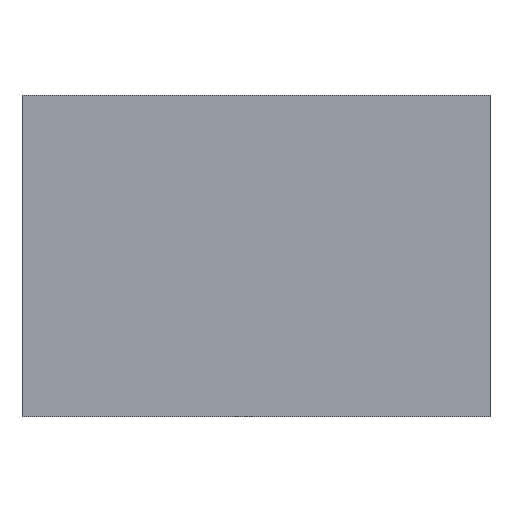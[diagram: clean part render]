
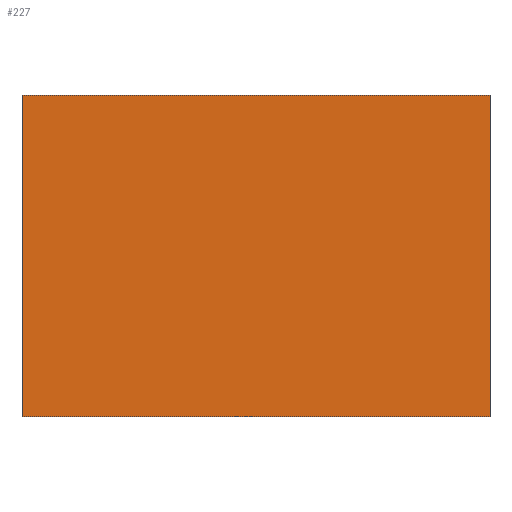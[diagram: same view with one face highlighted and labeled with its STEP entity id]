
A CAD part, front view. The second image highlights one B-rep face of the part: STEP entity #227.
In plain terms, the highlighted planar face has unit normal (0, -1, 0).
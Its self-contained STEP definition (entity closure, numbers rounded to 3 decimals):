
#227=ADVANCED_FACE('',(#403),#404,.F.);
#403=FACE_OUTER_BOUND('',#584,.T.);
#404=PLANE('',#585);
#584=EDGE_LOOP('',(#1229,#1230,#1231,#1232));
#585=AXIS2_PLACEMENT_3D('',#1233,#1234,#1235);
#1229=ORIENTED_EDGE('',*,*,#1472,.F.);
#1230=ORIENTED_EDGE('',*,*,#1473,.F.);
#1231=ORIENTED_EDGE('',*,*,#1474,.F.);
#1232=ORIENTED_EDGE('',*,*,#1475,.F.);
#1233=CARTESIAN_POINT('',(0.0,0.0,0.0));
#1234=DIRECTION('',(0.0,1.0,0.0));
#1235=DIRECTION('',(1.0,0.0,-0.0));
#1472=EDGE_CURVE('',#1804,#1805,#1806,.T.);
#1473=EDGE_CURVE('',#1807,#1804,#1808,.T.);
#1474=EDGE_CURVE('',#1809,#1807,#1810,.T.);
#1475=EDGE_CURVE('',#1805,#1809,#1811,.T.);
#1804=VERTEX_POINT('',#2328);
#1805=VERTEX_POINT('',#2329);
#1806=LINE('',#2330,#2331);
#1807=VERTEX_POINT('',#2332);
#1808=LINE('',#2333,#2334);
#1809=VERTEX_POINT('',#2335);
#1810=LINE('',#2336,#2337);
#1811=LINE('',#2338,#2339);
#2328=CARTESIAN_POINT('',(-160.0,0.0,0.0));
#2329=CARTESIAN_POINT('',(0.0,0.0,0.0));
#2330=CARTESIAN_POINT('',(-23.0,0.0,0.0));
#2331=VECTOR('',#2568,1000.0);
#2332=CARTESIAN_POINT('',(-160.0,0.0,-110.0));
#2333=CARTESIAN_POINT('',(-160.0,0.0,-110.0));
#2334=VECTOR('',#2569,1000.0);
#2335=CARTESIAN_POINT('',(0.0,0.0,-110.0));
#2336=CARTESIAN_POINT('',(0.0,0.0,-110.0));
#2337=VECTOR('',#2570,1000.0);
#2338=CARTESIAN_POINT('',(0.0,0.0,0.0));
#2339=VECTOR('',#2571,1000.0);
#2568=DIRECTION('',(1.0,0.0,0.0));
#2569=DIRECTION('',(0.0,0.0,1.0));
#2570=DIRECTION('',(-1.0,0.0,0.0));
#2571=DIRECTION('',(0.0,0.0,-1.0));
